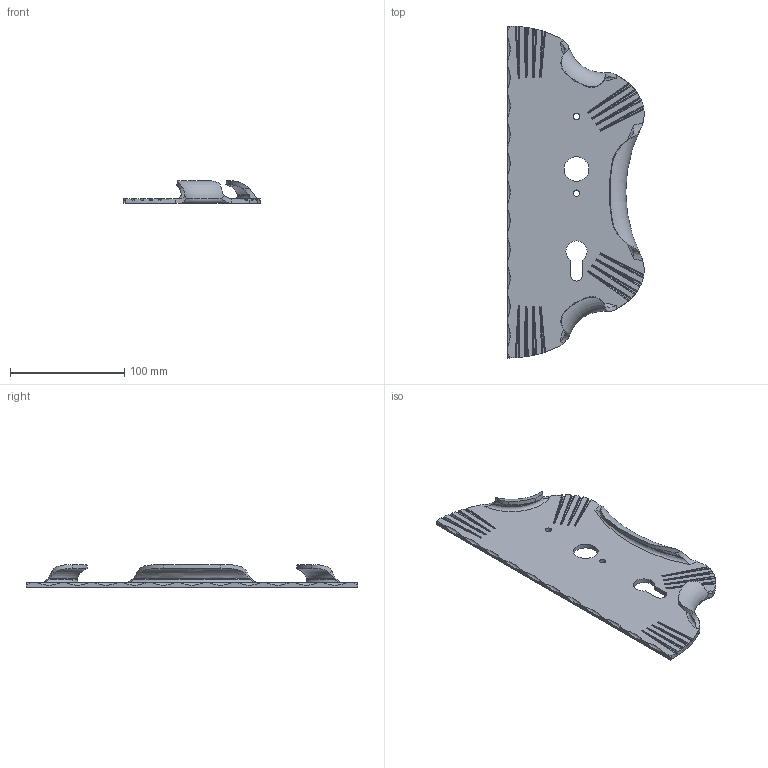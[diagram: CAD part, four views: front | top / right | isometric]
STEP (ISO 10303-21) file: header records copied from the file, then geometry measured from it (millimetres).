
FILE_DESCRIPTION (( 'STEP AP203' ), '1' );
FILE_NAME ('3841.STEP', '2016-05-25T13:32:48', ( '' ), ( '' ), 'SwSTEP 2.0', 'SolidWorks 2015', '' );
FILE_SCHEMA (( 'CONFIG_CONTROL_DESIGN' ));
Length unit declared in the file: millimetre
Products named in the file (1): 3841
Bounding box: 119.06 x 290 x 20 mm (x, y, z)
Volume: 116314.9 mm3; surface area: 63625.7 mm2
Topology: 1 solids, 1 shells, 414 faces, 1206 edges, 788 vertices
Faces by surface type: plane 165, cylinder 126, bspline 91, torus 29, cone 3
Entity records: 18260 total; most frequent: CARTESIAN_POINT 8683, ORIENTED_EDGE 2364, DIRECTION 1450, EDGE_CURVE 1182, VERTEX_POINT 788, LINE 578, VECTOR 578, EDGE_LOOP 440
